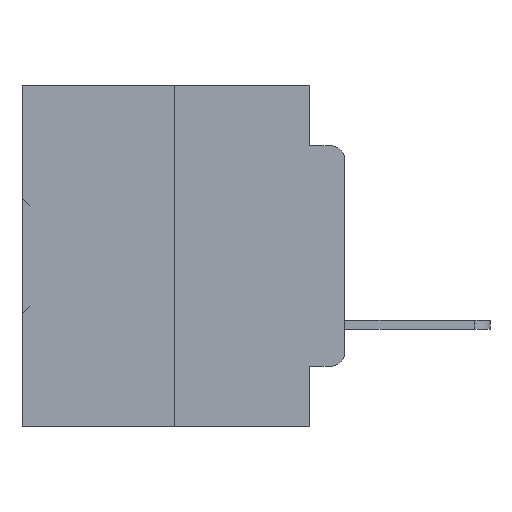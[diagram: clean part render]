
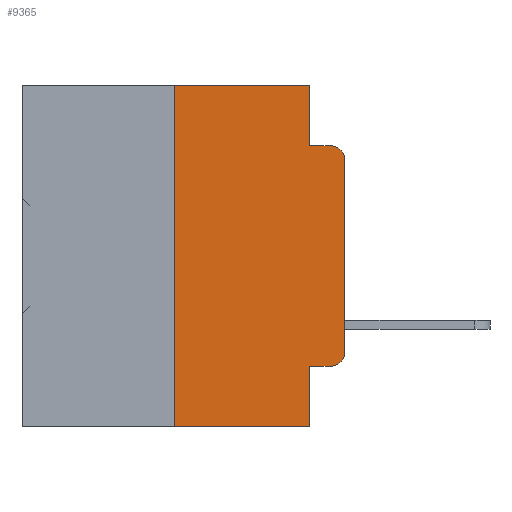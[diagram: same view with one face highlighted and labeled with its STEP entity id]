
A CAD part, left-side view. The second image highlights one B-rep face of the part: STEP entity #9365.
In plain terms, the highlighted planar face has unit normal (-1, 0, 0).
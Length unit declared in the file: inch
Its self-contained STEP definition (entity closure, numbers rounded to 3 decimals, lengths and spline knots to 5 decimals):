
#1131 = AXIS2_PLACEMENT_3D ( 'NONE', #5226, #25573, #8154 ) ;
#1200 = CARTESIAN_POINT ( 'NONE',  ( 0., 0.473, 0. ) ) ;
#1714 = LINE ( 'NONE', #19832, #25179 ) ;
#3930 = VERTEX_POINT ( 'NONE', #22292 ) ;
#4415 = DIRECTION ( 'NONE',  ( 0., 0., -1. ) ) ;
#4450 = EDGE_CURVE ( 'NONE', #14152, #21444, #1714, .T. ) ;
#5082 = DIRECTION ( 'NONE',  ( 0., 0., -1. ) ) ;
#5141 = VERTEX_POINT ( 'NONE', #6567 ) ;
#5226 = CARTESIAN_POINT ( 'NONE',  ( 0., 0.02, -0.3915 ) ) ;
#5474 = LINE ( 'NONE', #34330, #27723 ) ;
#5747 = VERTEX_POINT ( 'NONE', #32018 ) ;
#6413 = EDGE_CURVE ( 'NONE', #36415, #15614, #29042, .T. ) ;
#6567 = CARTESIAN_POINT ( 'NONE',  ( 0., 0., -0.3915 ) ) ;
#6614 = VECTOR ( 'NONE', #21772, 39.37008 ) ;
#7065 = EDGE_LOOP ( 'NONE', ( #30537, #16232, #23886, #33161, #11184, #34817, #28360, #22543, #24333, #31896 ) ) ;
#7177 = LINE ( 'NONE', #21563, #29351 ) ;
#8154 = DIRECTION ( 'NONE',  ( 0., 0., -1. ) ) ;
#8258 = AXIS2_PLACEMENT_3D ( 'NONE', #1200, #21915, #4415 ) ;
#8331 = EDGE_CURVE ( 'NONE', #5141, #36415, #7177, .T. ) ;
#9365 = ADVANCED_FACE ( 'NONE', ( #13605 ), #19029, .F. ) ;
#9405 = CARTESIAN_POINT ( 'NONE',  ( 0., 0.051, -0.0885 ) ) ;
#11055 = EDGE_CURVE ( 'NONE', #29597, #5141, #28618, .T. ) ;
#11184 = ORIENTED_EDGE ( 'NONE', *, *, #4450, .F. ) ;
#12922 = LINE ( 'NONE', #25447, #25585 ) ;
#12942 = VECTOR ( 'NONE', #25207, 39.37008 ) ;
#13445 = LINE ( 'NONE', #35107, #21157 ) ;
#13597 = CARTESIAN_POINT ( 'NONE',  ( 0., 0.051, 0. ) ) ;
#13605 = FACE_OUTER_BOUND ( 'NONE', #7065, .T. ) ;
#13668 = CARTESIAN_POINT ( 'NONE',  ( 0., 0.051, -0.4115 ) ) ;
#14094 = VERTEX_POINT ( 'NONE', #31050 ) ;
#14152 = VERTEX_POINT ( 'NONE', #34017 ) ;
#14789 = CARTESIAN_POINT ( 'NONE',  ( 0., 0.02, -0.0885 ) ) ;
#15614 = VERTEX_POINT ( 'NONE', #14789 ) ;
#16232 = ORIENTED_EDGE ( 'NONE', *, *, #6413, .T. ) ;
#17368 = DIRECTION ( 'NONE',  ( 0., 0., 1. ) ) ;
#18890 = EDGE_CURVE ( 'NONE', #25419, #29597, #29656, .T. ) ;
#19029 = PLANE ( 'NONE',  #8258 ) ;
#19832 = CARTESIAN_POINT ( 'NONE',  ( 0., 0.473, 0. ) ) ;
#20670 = LINE ( 'NONE', #13597, #12942 ) ;
#20795 = EDGE_CURVE ( 'NONE', #25419, #3930, #12922, .T. ) ;
#21149 = DIRECTION ( 'NONE',  ( 0., -1., 0. ) ) ;
#21157 = VECTOR ( 'NONE', #21149, 39.37008 ) ;
#21222 = DIRECTION ( 'NONE',  ( 0., 0., 1. ) ) ;
#21444 = VERTEX_POINT ( 'NONE', #34509 ) ;
#21563 = CARTESIAN_POINT ( 'NONE',  ( 0., 0., 0. ) ) ;
#21772 = DIRECTION ( 'NONE',  ( 0., -1., 0. ) ) ;
#21915 = DIRECTION ( 'NONE',  ( 1., 0., 0. ) ) ;
#22292 = CARTESIAN_POINT ( 'NONE',  ( 0., 0.051, -0.5 ) ) ;
#22543 = ORIENTED_EDGE ( 'NONE', *, *, #20795, .F. ) ;
#22724 = EDGE_CURVE ( 'NONE', #5747, #14152, #5474, .T. ) ;
#23749 = CARTESIAN_POINT ( 'NONE',  ( 0., 0., -0.1085 ) ) ;
#23886 = ORIENTED_EDGE ( 'NONE', *, *, #35760, .F. ) ;
#24333 = ORIENTED_EDGE ( 'NONE', *, *, #18890, .T. ) ;
#24999 = DIRECTION ( 'NONE',  ( 0., 0., -1. ) ) ;
#25081 = DIRECTION ( 'NONE',  ( -1., 0., 0. ) ) ;
#25179 = VECTOR ( 'NONE', #29669, 39.37008 ) ;
#25207 = DIRECTION ( 'NONE',  ( 0., 0., -1. ) ) ;
#25331 = CARTESIAN_POINT ( 'NONE',  ( 0., 0.02, -0.1085 ) ) ;
#25419 = VERTEX_POINT ( 'NONE', #13668 ) ;
#25447 = CARTESIAN_POINT ( 'NONE',  ( 0., 0.051, 0. ) ) ;
#25573 = DIRECTION ( 'NONE',  ( -1., 0., 0. ) ) ;
#25585 = VECTOR ( 'NONE', #5082, 39.37008 ) ;
#26522 = CARTESIAN_POINT ( 'NONE',  ( 0., 0.02, -0.4115 ) ) ;
#26581 = EDGE_CURVE ( 'NONE', #21444, #14094, #20670, .T. ) ;
#26959 = AXIS2_PLACEMENT_3D ( 'NONE', #25331, #25081, #24999 ) ;
#27723 = VECTOR ( 'NONE', #17368, 39.37008 ) ;
#28360 = ORIENTED_EDGE ( 'NONE', *, *, #33845, .T. ) ;
#28618 = CIRCLE ( 'NONE', #1131, 0.02 ) ;
#28619 = LINE ( 'NONE', #9405, #35850 ) ;
#29042 = CIRCLE ( 'NONE', #26959, 0.02 ) ;
#29351 = VECTOR ( 'NONE', #21222, 39.37008 ) ;
#29597 = VERTEX_POINT ( 'NONE', #26522 ) ;
#29630 = DIRECTION ( 'NONE',  ( 0., -1., 0. ) ) ;
#29656 = LINE ( 'NONE', #33042, #6614 ) ;
#29669 = DIRECTION ( 'NONE',  ( 0., -1., 0. ) ) ;
#30537 = ORIENTED_EDGE ( 'NONE', *, *, #8331, .T. ) ;
#31050 = CARTESIAN_POINT ( 'NONE',  ( 0., 0.051, -0.0885 ) ) ;
#31896 = ORIENTED_EDGE ( 'NONE', *, *, #11055, .T. ) ;
#32018 = CARTESIAN_POINT ( 'NONE',  ( 0., 0.25, -0.5 ) ) ;
#33042 = CARTESIAN_POINT ( 'NONE',  ( 0., 0.051, -0.4115 ) ) ;
#33161 = ORIENTED_EDGE ( 'NONE', *, *, #26581, .F. ) ;
#33845 = EDGE_CURVE ( 'NONE', #5747, #3930, #13445, .T. ) ;
#34017 = CARTESIAN_POINT ( 'NONE',  ( 0., 0.25, 0. ) ) ;
#34330 = CARTESIAN_POINT ( 'NONE',  ( 0., 0.25, 0. ) ) ;
#34509 = CARTESIAN_POINT ( 'NONE',  ( 0., 0.051, 0. ) ) ;
#34817 = ORIENTED_EDGE ( 'NONE', *, *, #22724, .F. ) ;
#35107 = CARTESIAN_POINT ( 'NONE',  ( 0., 0.473, -0.5 ) ) ;
#35760 = EDGE_CURVE ( 'NONE', #14094, #15614, #28619, .T. ) ;
#35850 = VECTOR ( 'NONE', #29630, 39.37008 ) ;
#36415 = VERTEX_POINT ( 'NONE', #23749 ) ;
